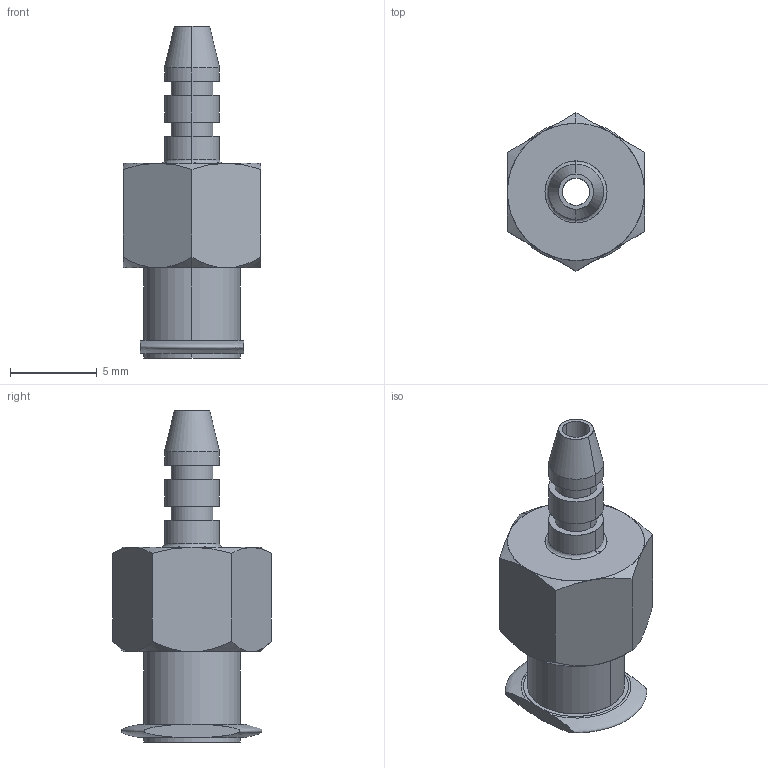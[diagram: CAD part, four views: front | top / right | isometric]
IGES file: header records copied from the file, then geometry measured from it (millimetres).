
Start section: SolidWorks IGES file using analytic representation for surfaces
Global section: file name: E-Q-160995.IGS; native system: SolidWorks 2017; preprocessor: SolidWorks 2017; author: wtsang; date: 170123.110553; units: inch
Bounding box: 7.92 x 9.15 x 19.18 mm (x, y, z)
Surface area: 628.3 mm2 (no closed solid volume)
Topology: 0 solids, 0 shells, 69 faces, 1010 edges, 1010 vertices
Faces by surface type: revolution 40, bspline 29
